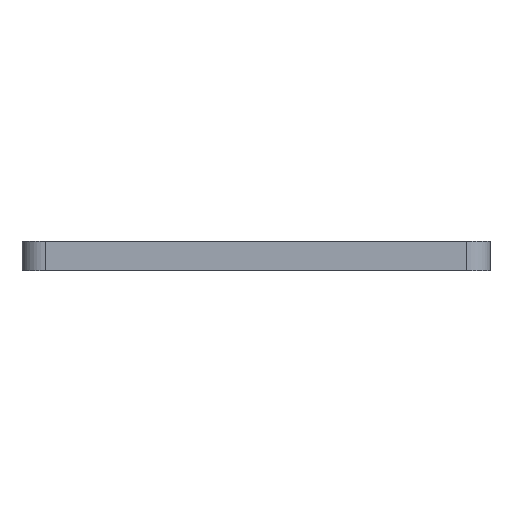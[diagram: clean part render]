
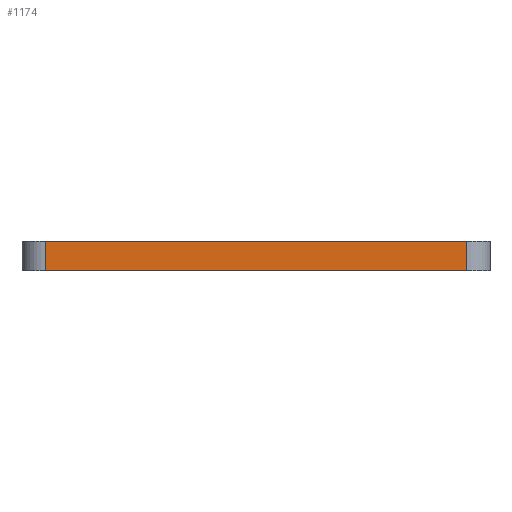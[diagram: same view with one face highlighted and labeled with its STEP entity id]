
A CAD part, front view. The second image highlights one B-rep face of the part: STEP entity #1174.
In plain terms, the highlighted planar face has unit normal (0, -1, 0).
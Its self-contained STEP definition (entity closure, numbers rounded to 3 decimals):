
#146 = VERTEX_POINT('',#147);
#147 = CARTESIAN_POINT('',(127.,-102.87,0.));
#154 = EDGE_CURVE('',#146,#155,#157,.T.);
#155 = VERTEX_POINT('',#156);
#156 = CARTESIAN_POINT('',(104.14,-102.87,0.));
#157 = LINE('',#158,#159);
#158 = CARTESIAN_POINT('',(127.,-102.87,0.));
#159 = VECTOR('',#160,1.);
#160 = DIRECTION('',(-1.,0.,0.));
#638 = VERTEX_POINT('',#639);
#639 = CARTESIAN_POINT('',(127.,-102.87,1.6));
#646 = EDGE_CURVE('',#638,#647,#649,.T.);
#647 = VERTEX_POINT('',#648);
#648 = CARTESIAN_POINT('',(104.14,-102.87,1.6));
#649 = LINE('',#650,#651);
#650 = CARTESIAN_POINT('',(127.,-102.87,1.6));
#651 = VECTOR('',#652,1.);
#652 = DIRECTION('',(-1.,0.,0.));
#1146 = EDGE_CURVE('',#146,#638,#1147,.T.);
#1147 = LINE('',#1148,#1149);
#1148 = CARTESIAN_POINT('',(127.,-102.87,0.));
#1149 = VECTOR('',#1150,1.);
#1150 = DIRECTION('',(0.,0.,1.));
#1174 = ADVANCED_FACE('',(#1175),#1186,.T.);
#1175 = FACE_BOUND('',#1176,.T.);
#1176 = EDGE_LOOP('',(#1177,#1178,#1179,#1185));
#1177 = ORIENTED_EDGE('',*,*,#1146,.T.);
#1178 = ORIENTED_EDGE('',*,*,#646,.T.);
#1179 = ORIENTED_EDGE('',*,*,#1180,.F.);
#1180 = EDGE_CURVE('',#155,#647,#1181,.T.);
#1181 = LINE('',#1182,#1183);
#1182 = CARTESIAN_POINT('',(104.14,-102.87,0.));
#1183 = VECTOR('',#1184,1.);
#1184 = DIRECTION('',(0.,0.,1.));
#1185 = ORIENTED_EDGE('',*,*,#154,.F.);
#1186 = PLANE('',#1187);
#1187 = AXIS2_PLACEMENT_3D('',#1188,#1189,#1190);
#1188 = CARTESIAN_POINT('',(127.,-102.87,0.));
#1189 = DIRECTION('',(0.,-1.,0.));
#1190 = DIRECTION('',(-1.,0.,0.));
